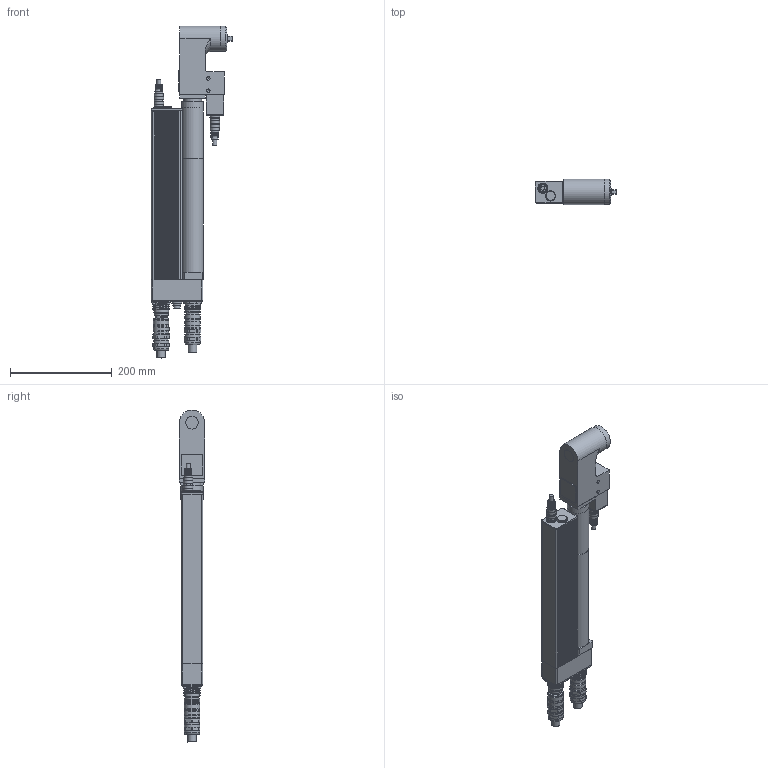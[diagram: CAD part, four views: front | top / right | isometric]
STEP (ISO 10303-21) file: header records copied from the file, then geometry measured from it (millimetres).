
FILE_DESCRIPTION((''),'2;1');
FILE_NAME('947545A4.stp','2011-03-28T07:52:32',('e4c32'),(''),'Autodesk Inventor 11','Autodesk Inventor 11','');
FILE_SCHEMA(('AUTOMOTIVE_DESIGN { 1 0 10303 214 1 1 1 1 }'));
Length unit declared in the file: millimetre
Products named in the file (6): 947545A4_IAM_001; 1WKXB_IPT_001; 1BTS-XA_IPT_001.ipt_Motor und Getriebe; 961104-005_IPT_002.ipt_Stecker gerade; 961089-002_IPT_002.ipt_Stecker gerade; 961104-005_IPT_001.ipt_Stecker gerade
Assembly tree (6 placements, depth 2):
  947545A4_IAM_001
    1WKXB_IPT_001
    1BTS-XA_IPT_001.ipt_Motor und Getriebe
    961104-005_IPT_002.ipt_Stecker gerade
    961089-002_IPT_002.ipt_Stecker gerade  x2
    961104-005_IPT_001.ipt_Stecker gerade
Bounding box: 160.27 x 50 x 652.15 mm (x, y, z)
Volume: 2238739 mm3; surface area: 245835.3 mm2
Topology: 6 solids, 6 shells, 1084 faces, 2706 edges, 1708 vertices
Faces by surface type: plane 679, cylinder 221, bspline 128, cone 44, torus 12
Full cylindrical faces by diameter (mm): 5.5 x4, 6.647 x2, 8 x2, 12 x1, 13 x1, 13.4 x2, 13.5 x1, 14 x10, 14.2 x2, 15 x1, 16 x8, 16.5 x2, 17.587 x4, 18 x6, 18.7 x4, 18.934 x1, 20 x5, 22.5 x2, 24 x1, 25 x2, 25.5 x1, 26.4 x1, 27.047 x1, 28 x2, 28.5 x1, 29 x1, 29.4 x3, 29.5 x2, 29.8 x4, 30 x4
Entity records: 29957 total; most frequent: CARTESIAN_POINT 6700, ORIENTED_EDGE 4954, DIRECTION 4397, EDGE_CURVE 2477, VERTEX_POINT 1643, VECTOR 1577, LINE 1577, AXIS2_PLACEMENT_3D 1410
